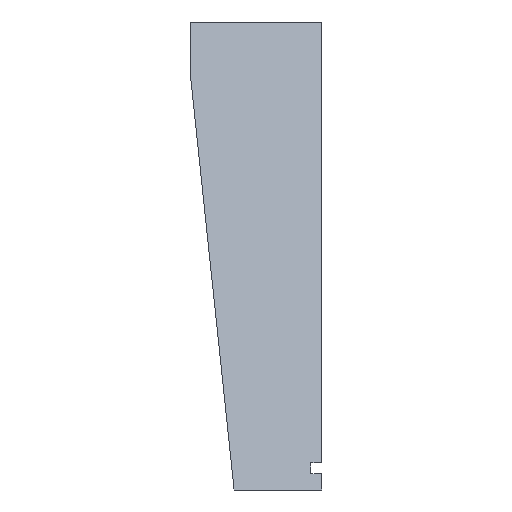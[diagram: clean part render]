
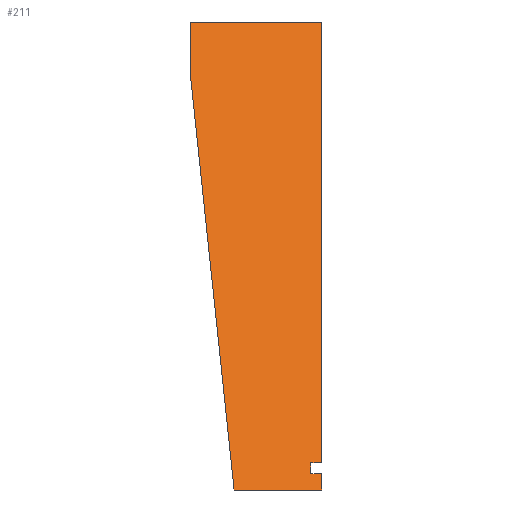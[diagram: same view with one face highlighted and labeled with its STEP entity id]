
A CAD part, left-side view. The second image highlights one B-rep face of the part: STEP entity #211.
In plain terms, the highlighted planar face has unit normal (-0.712, 0, 0.702).
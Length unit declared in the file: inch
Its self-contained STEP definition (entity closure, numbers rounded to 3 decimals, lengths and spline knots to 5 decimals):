
#25=FACE_OUTER_BOUND('',#36,.T.);
#36=EDGE_LOOP('',(#181,#182,#183,#184,#185,#186,#187,#188,#189));
#37=LINE('',#292,#64);
#41=LINE('',#301,#68);
#45=LINE('',#308,#72);
#53=LINE('',#324,#80);
#56=LINE('',#330,#83);
#58=LINE('',#334,#85);
#60=LINE('',#337,#87);
#62=LINE('',#341,#89);
#63=LINE('',#343,#90);
#64=VECTOR('',#241,0.3937);
#68=VECTOR('',#247,0.3937);
#72=VECTOR('',#253,0.3937);
#80=VECTOR('',#265,0.3937);
#83=VECTOR('',#270,0.3937);
#85=VECTOR('',#274,0.3937);
#87=VECTOR('',#278,0.3937);
#89=VECTOR('',#282,0.3937);
#90=VECTOR('',#285,0.3937);
#91=VERTEX_POINT('',#290);
#92=VERTEX_POINT('',#291);
#95=VERTEX_POINT('',#299);
#96=VERTEX_POINT('',#300);
#104=VERTEX_POINT('',#323);
#105=VERTEX_POINT('',#327);
#106=VERTEX_POINT('',#329);
#107=VERTEX_POINT('',#333);
#108=VERTEX_POINT('',#339);
#109=EDGE_CURVE('',#91,#92,#37,.T.);
#113=EDGE_CURVE('',#95,#96,#41,.T.);
#117=EDGE_CURVE('',#96,#91,#45,.T.);
#125=EDGE_CURVE('',#95,#104,#53,.T.);
#128=EDGE_CURVE('',#105,#106,#56,.T.);
#130=EDGE_CURVE('',#104,#107,#58,.T.);
#132=EDGE_CURVE('',#107,#105,#60,.T.);
#134=EDGE_CURVE('',#108,#92,#62,.T.);
#135=EDGE_CURVE('',#106,#108,#63,.T.);
#181=ORIENTED_EDGE('',*,*,#109,.T.);
#182=ORIENTED_EDGE('',*,*,#134,.F.);
#183=ORIENTED_EDGE('',*,*,#135,.F.);
#184=ORIENTED_EDGE('',*,*,#128,.F.);
#185=ORIENTED_EDGE('',*,*,#132,.F.);
#186=ORIENTED_EDGE('',*,*,#130,.F.);
#187=ORIENTED_EDGE('',*,*,#125,.F.);
#188=ORIENTED_EDGE('',*,*,#113,.T.);
#189=ORIENTED_EDGE('',*,*,#117,.T.);
#200=PLANE('',#236);
#211=ADVANCED_FACE('',(#25),#200,.F.);
#236=AXIS2_PLACEMENT_3D('',#344,#286,#287);
#241=DIRECTION('',(0.,-1.,0.));
#247=DIRECTION('',(0.,1.,0.));
#253=DIRECTION('',(0.702,0.,0.712));
#265=DIRECTION('',(-0.702,0.,-0.712));
#270=DIRECTION('',(0.702,0.,0.712));
#274=DIRECTION('',(0.,1.,0.));
#278=DIRECTION('',(0.7,0.075,0.71));
#282=DIRECTION('',(-0.702,0.,-0.712));
#285=DIRECTION('',(0.,-1.,0.));
#286=DIRECTION('center_axis',(0.712,0.,-0.702));
#287=DIRECTION('ref_axis',(0.702,0.,0.712));
#290=CARTESIAN_POINT('',(107.1302,45.375,-683.75));
#291=CARTESIAN_POINT('',(107.1302,45.125,-683.75));
#292=CARTESIAN_POINT('',(107.1302,46.625,-683.75));
#299=CARTESIAN_POINT('',(106.88349,45.125,-684.));
#300=CARTESIAN_POINT('',(106.88349,45.375,-684.));
#301=CARTESIAN_POINT('',(106.88349,46.625,-684.));
#308=CARTESIAN_POINT('',(114.30752,45.375,-676.47699));
#323=CARTESIAN_POINT('',(106.51343,45.125,-684.375));
#324=CARTESIAN_POINT('',(114.30752,45.125,-676.47699));
#327=CARTESIAN_POINT('',(115.88843,48.125,-674.875));
#329=CARTESIAN_POINT('',(117.0603,48.125,-673.6875));
#330=CARTESIAN_POINT('',(114.30752,48.125,-676.47699));
#333=CARTESIAN_POINT('',(106.51343,47.125,-684.375));
#334=CARTESIAN_POINT('',(106.51343,46.625,-684.375));
#337=CARTESIAN_POINT('',(112.97244,47.81396,-677.82987));
#339=CARTESIAN_POINT('',(117.0603,45.125,-673.6875));
#341=CARTESIAN_POINT('',(114.30752,45.125,-676.47699));
#343=CARTESIAN_POINT('',(117.0603,48.125,-673.6875));
#344=CARTESIAN_POINT('Origin',(106.38346,48.125,-684.5067));
